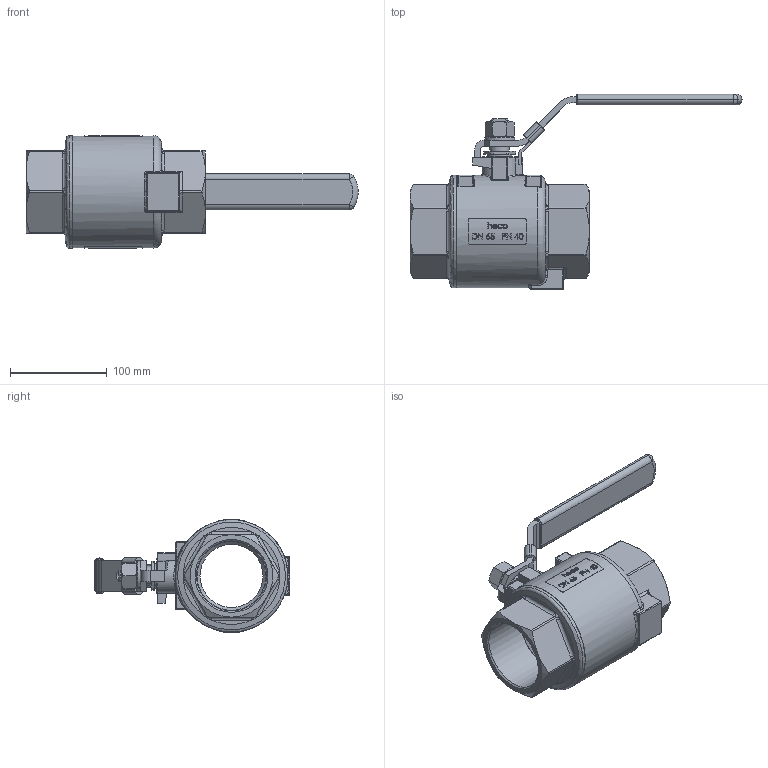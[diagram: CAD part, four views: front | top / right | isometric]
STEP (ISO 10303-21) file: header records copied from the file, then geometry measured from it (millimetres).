
FILE_DESCRIPTION (( 'STEP AP214' ), '1' );
FILE_NAME ('K2-212-000-4 Kugelhahn heco step214.STEP', '2012-11-21T09:44:29', ( 'test' ), ( '' ), 'SwSTEP 2.0', 'SolidWorks 2011', '' );
FILE_SCHEMA (( 'AUTOMOTIVE_DESIGN' ));
Length unit declared in the file: millimetre
Products named in the file (1): K2-212-000-4 Kugelhahn heco step214
Bounding box: 342.4 x 201.5 x 116.74 mm (x, y, z)
Volume: 1060884.6 mm3; surface area: 146886.1 mm2
Topology: 1 solids, 1 shells, 813 faces, 2060 edges, 1282 vertices
Faces by surface type: plane 306, bspline 259, cylinder 164, cone 45, torus 23, sphere 16
Full cylindrical faces by diameter (mm): 10 x1, 20 x1, 25 x1, 31 x1, 36 x1, 65 x1, 72.22 x2, 116 x2
Entity records: 45962 total; most frequent: CARTESIAN_POINT 19670, ORIENTED_EDGE 3994, DIRECTION 2906, EDGE_CURVE 1997, VERTEX_POINT 1270, AXIS2_PLACEMENT_3D 1018, EDGE_LOOP 901, VECTOR 870
